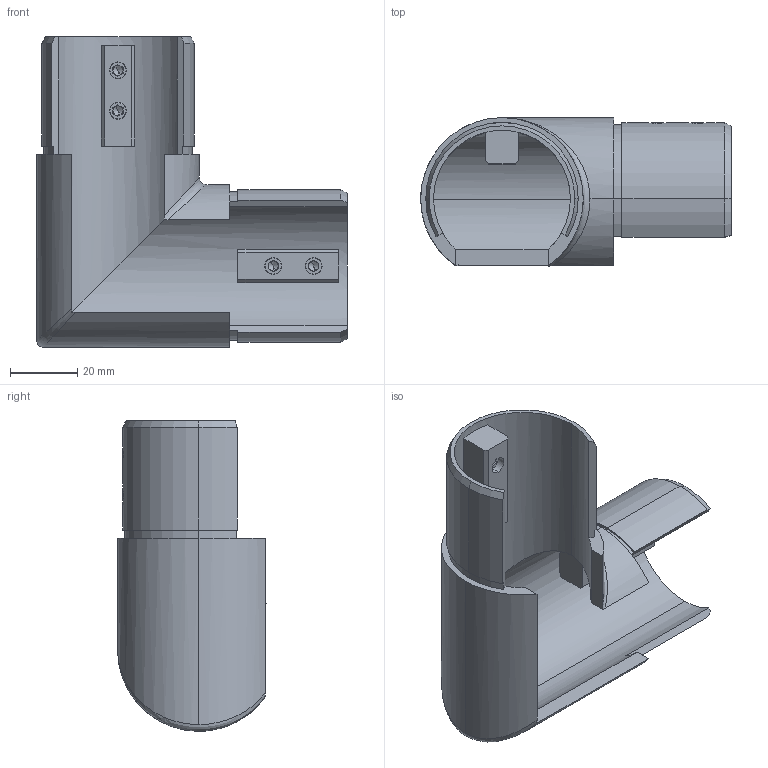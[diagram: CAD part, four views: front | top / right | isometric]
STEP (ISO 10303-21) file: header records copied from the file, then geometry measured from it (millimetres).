
FILE_DESCRIPTION (( 'STEP AP203' ), '1' );
FILE_NAME ('60323-240.step', '2019-08-19T09:00:59', ( '' ), ( '' ), 'SwSTEP 2.0', 'SolidWorks 2015', '' );
FILE_SCHEMA (( 'CONFIG_CONTROL_DESIGN' ));
Length unit declared in the file: millimetre
Products named in the file (3): 60323-240; 6032X-240 Teil1 Konfig Verlaufecke Nutrohr_60323-240 Teil1; DIN913_DIN 913 M6x10
Assembly tree (5 placements, depth 2):
  60323-240
    6032X-240 Teil1 Konfig Verlaufecke Nutrohr_60323-240 Teil1
    DIN913_DIN 913 M6x10  x4
Bounding box: 92.3 x 44.18 x 92.3 mm (x, y, z)
Volume: 47606.8 mm3; surface area: 32048.2 mm2
Topology: 5 solids, 5 shells, 395 faces, 1026 edges, 661 vertices
Faces by surface type: plane 200, bspline 125, cylinder 40, cone 30
Entity records: 21835 total; most frequent: CARTESIAN_POINT 14111, ORIENTED_EDGE 1744, DIRECTION 1097, EDGE_CURVE 872, VERTEX_POINT 574, LINE 525, VECTOR 525, EDGE_LOOP 364
